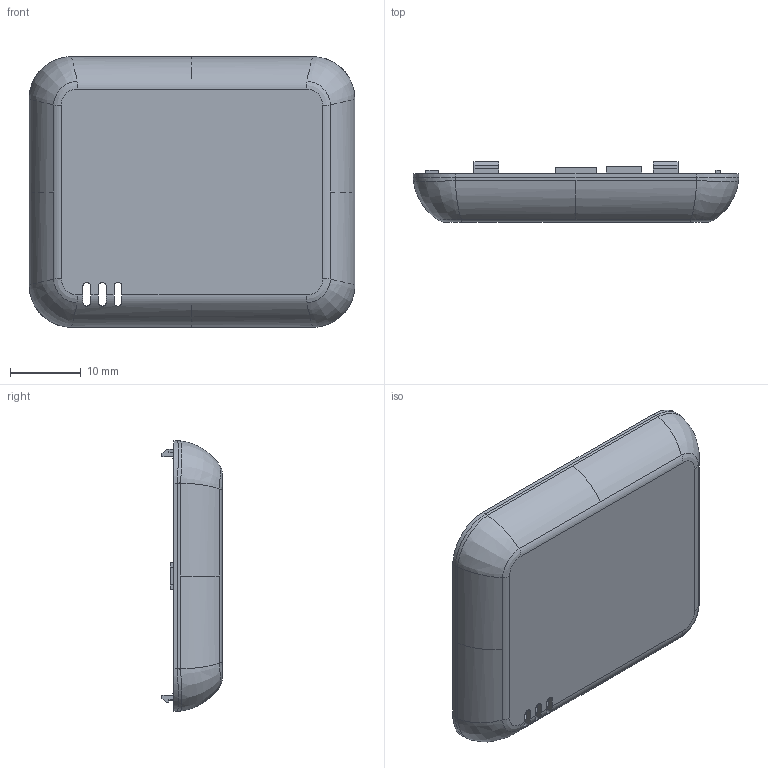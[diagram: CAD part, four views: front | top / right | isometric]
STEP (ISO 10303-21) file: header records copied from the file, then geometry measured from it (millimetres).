
FILE_DESCRIPTION((''),'2;1');
FILE_NAME('ASM0001_ASM','2025-02-07T17:51:39',('HR'),(''),'CREO PARAMETRIC BY PTC INC, 2019010','CREO PARAMETRIC BY PTC INC, 2019010','');
FILE_SCHEMA(('AUTOMOTIVE_DESIGN { 1 0 10303 214 1 1 1 1 }'));
Length unit declared in the file: millimetre
Products named in the file (3): MANIFOLD_SOLID_BREP_51_1_1; 0-BG_ASM_1_ASM_1_ASM; ASM0001_ASM
Assembly tree (2 placements, depth 3):
  ASM0001_ASM
    0-BG_ASM_1_ASM_1_ASM
      MANIFOLD_SOLID_BREP_51_1_1
Bounding box: 46 x 8.5 x 38.2 mm (x, y, z)
Volume: 1998.1 mm3; surface area: 5103.5 mm2
Topology: 1 solids, 1 shells, 238 faces, 705 edges, 466 vertices
Faces by surface type: plane 125, cylinder 78, bspline 33, extrusion 2
Entity records: 12688 total; most frequent: CARTESIAN_POINT 4267, ORIENTED_EDGE 1410, DIRECTION 1100, PRESENTATION_STYLE_ASSIGNMENT 706, STYLED_ITEM 706, CURVE_STYLE 705, EDGE_CURVE 705, VERTEX_POINT 466
